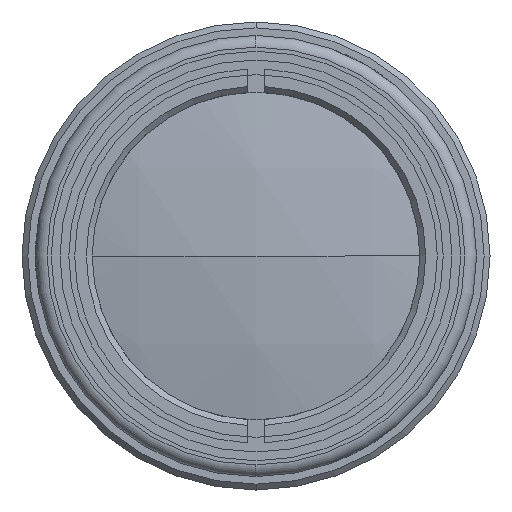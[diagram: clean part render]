
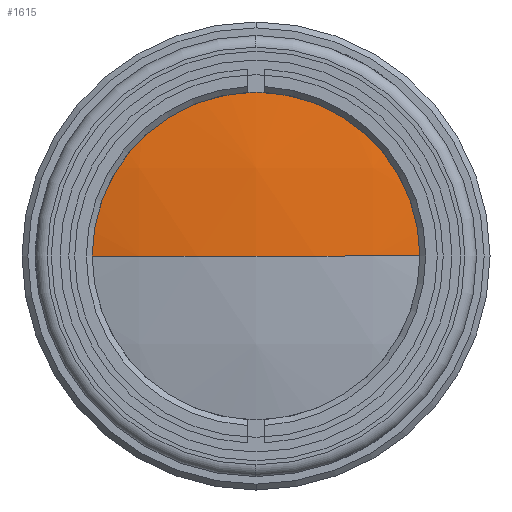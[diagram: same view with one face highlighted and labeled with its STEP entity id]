
A CAD part, left-side view. The second image highlights one B-rep face of the part: STEP entity #1615.
In plain terms, the highlighted spherical face has radius 72.75 mm.
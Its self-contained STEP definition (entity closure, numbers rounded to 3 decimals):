
#74 = ORIENTED_EDGE ( 'NONE', *, *, #688, .F. ) ;
#215 = CARTESIAN_POINT ( 'NONE',  ( 135., 0., 0. ) ) ;
#303 = AXIS2_PLACEMENT_3D ( 'NONE', #1716, #1684, #1655 ) ;
#366 = AXIS2_PLACEMENT_3D ( 'NONE', #2305, #2364, #2300 ) ;
#400 = CIRCLE ( 'NONE', #925, 15. ) ;
#607 = EDGE_CURVE ( 'NONE', #1494, #3080, #1298, .T. ) ;
#688 = EDGE_CURVE ( 'NONE', #3093, #3080, #1237, .T. ) ;
#767 = DIRECTION ( 'NONE',  ( 0., -1., 0. ) ) ;
#903 = DIRECTION ( 'NONE',  ( 0., 0., -1. ) ) ;
#907 = DIRECTION ( 'NONE',  ( -1., 0., 0. ) ) ;
#915 = CARTESIAN_POINT ( 'NONE',  ( 136.563, 0., 0. ) ) ;
#925 = AXIS2_PLACEMENT_3D ( 'NONE', #915, #907, #903 ) ;
#1237 = CIRCLE ( 'NONE', #303, 72.75 ) ;
#1298 = CIRCLE ( 'NONE', #366, 72.75 ) ;
#1345 = EDGE_CURVE ( 'NONE', #3093, #1494, #400, .T. ) ;
#1494 = VERTEX_POINT ( 'NONE', #3890 ) ;
#1615 = ADVANCED_FACE ( 'NONE', ( #3215 ), #3752, .T. ) ;
#1655 = DIRECTION ( 'NONE',  ( 0., 1., 0. ) ) ;
#1684 = DIRECTION ( 'NONE',  ( 0., 0., -1. ) ) ;
#1716 = CARTESIAN_POINT ( 'NONE',  ( 207.75, 0., 0. ) ) ;
#2300 = DIRECTION ( 'NONE',  ( 0., -1., 0. ) ) ;
#2305 = CARTESIAN_POINT ( 'NONE',  ( 207.75, 0., 0. ) ) ;
#2337 = DIRECTION ( 'NONE',  ( 0., 0., 1. ) ) ;
#2364 = DIRECTION ( 'NONE',  ( 0., 0., 1. ) ) ;
#2645 = EDGE_LOOP ( 'NONE', ( #2709, #3456, #74 ) ) ;
#2709 = ORIENTED_EDGE ( 'NONE', *, *, #1345, .T. ) ;
#2713 = CARTESIAN_POINT ( 'NONE',  ( 136.563, -15., 0. ) ) ;
#2735 = CARTESIAN_POINT ( 'NONE',  ( 207.75, 0., 0. ) ) ;
#3080 = VERTEX_POINT ( 'NONE', #215 ) ;
#3093 = VERTEX_POINT ( 'NONE', #2713 ) ;
#3215 = FACE_OUTER_BOUND ( 'NONE', #2645, .T. ) ;
#3456 = ORIENTED_EDGE ( 'NONE', *, *, #607, .T. ) ;
#3666 = AXIS2_PLACEMENT_3D ( 'NONE', #2735, #2337, #767 ) ;
#3752 = SPHERICAL_SURFACE ( 'NONE', #3666, 72.75 ) ;
#3890 = CARTESIAN_POINT ( 'NONE',  ( 136.563, 15., 0. ) ) ;
